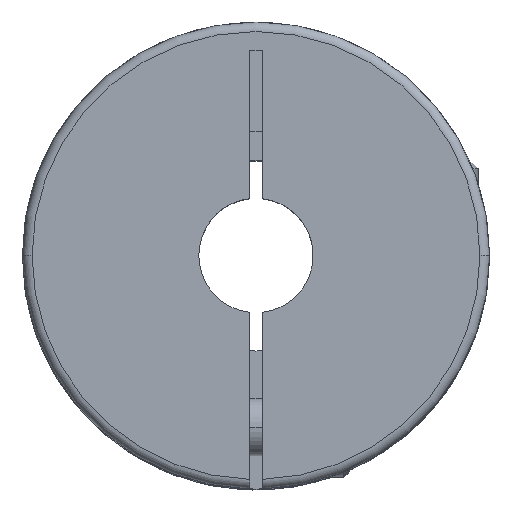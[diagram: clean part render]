
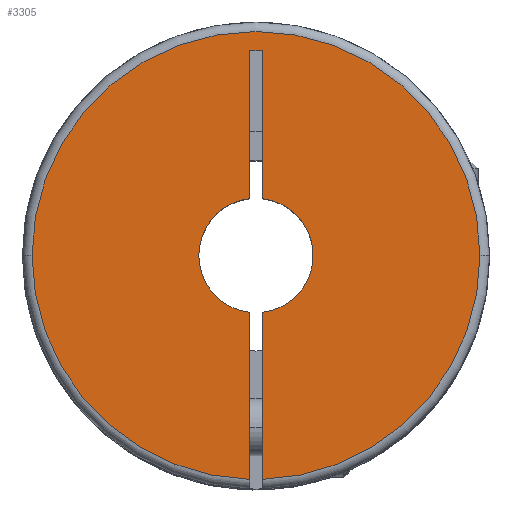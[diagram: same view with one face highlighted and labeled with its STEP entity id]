
A CAD part, top view. The second image highlights one B-rep face of the part: STEP entity #3305.
In plain terms, the highlighted planar face has unit normal (0, 0, 1).
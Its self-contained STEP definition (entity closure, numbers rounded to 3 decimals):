
#23 = DIRECTION ( 'NONE',  ( -1., 0., 0. ) ) ;
#54 = AXIS2_PLACEMENT_3D ( 'NONE', #2202, #709, #1307 ) ;
#63 = FACE_OUTER_BOUND ( 'NONE', #1385, .T. ) ;
#104 = VECTOR ( 'NONE', #1853, 1000. ) ;
#167 = CARTESIAN_POINT ( 'NONE',  ( 0.65, 21.5, 0. ) ) ;
#206 = CARTESIAN_POINT ( 'NONE',  ( 23.5, 0., 0. ) ) ;
#208 = ORIENTED_EDGE ( 'NONE', *, *, #343, .T. ) ;
#262 = EDGE_CURVE ( 'NONE', #2783, #2814, #2295, .T. ) ;
#285 = EDGE_CURVE ( 'NONE', #1197, #1160, #2232, .T. ) ;
#305 = CARTESIAN_POINT ( 'NONE',  ( -0.65, 21.5, 0. ) ) ;
#326 = DIRECTION ( 'NONE',  ( 0., 0., -1. ) ) ;
#343 = EDGE_CURVE ( 'NONE', #739, #2783, #1520, .T. ) ;
#392 = PLANE ( 'NONE',  #430 ) ;
#407 = ORIENTED_EDGE ( 'NONE', *, *, #976, .F. ) ;
#430 = AXIS2_PLACEMENT_3D ( 'NONE', #715, #2508, #3132 ) ;
#490 = ORIENTED_EDGE ( 'NONE', *, *, #3253, .F. ) ;
#536 = EDGE_CURVE ( 'NONE', #2467, #2225, #2676, .T. ) ;
#561 = CARTESIAN_POINT ( 'NONE',  ( 0., 0., 0. ) ) ;
#624 = ORIENTED_EDGE ( 'NONE', *, *, #3966, .F. ) ;
#687 = CARTESIAN_POINT ( 'NONE',  ( -0.65, 21.5, 0. ) ) ;
#709 = DIRECTION ( 'NONE',  ( 0., 0., -1. ) ) ;
#715 = CARTESIAN_POINT ( 'NONE',  ( 0., 0., 0. ) ) ;
#739 = VERTEX_POINT ( 'NONE', #1798 ) ;
#851 = DIRECTION ( 'NONE',  ( 0., 0., -1. ) ) ;
#873 = EDGE_CURVE ( 'NONE', #3502, #1197, #3576, .T. ) ;
#932 = CARTESIAN_POINT ( 'NONE',  ( -23.5, 0., 0. ) ) ;
#976 = EDGE_CURVE ( 'NONE', #1711, #2814, #2792, .T. ) ;
#1022 = CIRCLE ( 'NONE', #2548, 23.5 ) ;
#1028 = VECTOR ( 'NONE', #2746, 1000. ) ;
#1034 = DIRECTION ( 'NONE',  ( 0., 1., 0. ) ) ;
#1092 = DIRECTION ( 'NONE',  ( -1., 0., 0. ) ) ;
#1146 = CARTESIAN_POINT ( 'NONE',  ( 0., 0., 0. ) ) ;
#1160 = VERTEX_POINT ( 'NONE', #206 ) ;
#1183 = VECTOR ( 'NONE', #1212, 1000. ) ;
#1197 = VERTEX_POINT ( 'NONE', #932 ) ;
#1212 = DIRECTION ( 'NONE',  ( 0., -1., 0. ) ) ;
#1272 = ORIENTED_EDGE ( 'NONE', *, *, #1673, .F. ) ;
#1307 = DIRECTION ( 'NONE',  ( -1., 0., 0. ) ) ;
#1385 = EDGE_LOOP ( 'NONE', ( #2671, #2513, #208, #2767, #407, #624, #490, #2125, #1272, #3482, #2584 ) ) ;
#1432 = DIRECTION ( 'NONE',  ( 0., 0., -1. ) ) ;
#1520 = CIRCLE ( 'NONE', #3836, 6. ) ;
#1598 = AXIS2_PLACEMENT_3D ( 'NONE', #2357, #2609, #3837 ) ;
#1600 = AXIS2_PLACEMENT_3D ( 'NONE', #2494, #326, #2817 ) ;
#1673 = EDGE_CURVE ( 'NONE', #3445, #2225, #2139, .T. ) ;
#1711 = VERTEX_POINT ( 'NONE', #687 ) ;
#1751 = CARTESIAN_POINT ( 'NONE',  ( 0.65, -5.965, 0. ) ) ;
#1791 = CARTESIAN_POINT ( 'NONE',  ( 0.65, -24.5, 0. ) ) ;
#1798 = CARTESIAN_POINT ( 'NONE',  ( -0.65, -5.965, 0. ) ) ;
#1853 = DIRECTION ( 'NONE',  ( 0., 1., 0. ) ) ;
#1986 = DIRECTION ( 'NONE',  ( 0., 0., -1. ) ) ;
#2040 = DIRECTION ( 'NONE',  ( -1., 0., 0. ) ) ;
#2125 = ORIENTED_EDGE ( 'NONE', *, *, #536, .T. ) ;
#2136 = CARTESIAN_POINT ( 'NONE',  ( -0.65, -23.491, 0. ) ) ;
#2139 = LINE ( 'NONE', #1791, #104 ) ;
#2202 = CARTESIAN_POINT ( 'NONE',  ( 0., 0., 0. ) ) ;
#2225 = VERTEX_POINT ( 'NONE', #1751 ) ;
#2232 = CIRCLE ( 'NONE', #1598, 23.5 ) ;
#2295 = CIRCLE ( 'NONE', #2804, 6. ) ;
#2357 = CARTESIAN_POINT ( 'NONE',  ( 0., 0., 0. ) ) ;
#2385 = LINE ( 'NONE', #3029, #1183 ) ;
#2467 = VERTEX_POINT ( 'NONE', #3935 ) ;
#2494 = CARTESIAN_POINT ( 'NONE',  ( 0., 0., 0. ) ) ;
#2508 = DIRECTION ( 'NONE',  ( 0., 0., -1. ) ) ;
#2513 = ORIENTED_EDGE ( 'NONE', *, *, #3924, .F. ) ;
#2518 = EDGE_CURVE ( 'NONE', #1160, #3445, #1022, .T. ) ;
#2548 = AXIS2_PLACEMENT_3D ( 'NONE', #3237, #1986, #3536 ) ;
#2584 = ORIENTED_EDGE ( 'NONE', *, *, #285, .F. ) ;
#2603 = VECTOR ( 'NONE', #1034, 1000. ) ;
#2609 = DIRECTION ( 'NONE',  ( 0., 0., -1. ) ) ;
#2671 = ORIENTED_EDGE ( 'NONE', *, *, #873, .F. ) ;
#2676 = CIRCLE ( 'NONE', #54, 6. ) ;
#2746 = DIRECTION ( 'NONE',  ( 0., -1., 0. ) ) ;
#2767 = ORIENTED_EDGE ( 'NONE', *, *, #262, .T. ) ;
#2783 = VERTEX_POINT ( 'NONE', #3388 ) ;
#2792 = LINE ( 'NONE', #305, #1028 ) ;
#2804 = AXIS2_PLACEMENT_3D ( 'NONE', #1146, #1432, #1092 ) ;
#2809 = LINE ( 'NONE', #3757, #2603 ) ;
#2814 = VERTEX_POINT ( 'NONE', #3365 ) ;
#2817 = DIRECTION ( 'NONE',  ( -1., 0., 0. ) ) ;
#2908 = CARTESIAN_POINT ( 'NONE',  ( 0.65, 21.5, 0. ) ) ;
#2968 = VECTOR ( 'NONE', #23, 1000. ) ;
#3029 = CARTESIAN_POINT ( 'NONE',  ( -0.65, 21.5, 0. ) ) ;
#3095 = LINE ( 'NONE', #2908, #2968 ) ;
#3132 = DIRECTION ( 'NONE',  ( 0., -1., 0. ) ) ;
#3237 = CARTESIAN_POINT ( 'NONE',  ( 0., 0., 0. ) ) ;
#3253 = EDGE_CURVE ( 'NONE', #2467, #3968, #2809, .T. ) ;
#3305 = ADVANCED_FACE ( 'NONE', ( #63 ), #392, .F. ) ;
#3365 = CARTESIAN_POINT ( 'NONE',  ( -0.65, 5.965, 0. ) ) ;
#3388 = CARTESIAN_POINT ( 'NONE',  ( -6., 0., 0. ) ) ;
#3445 = VERTEX_POINT ( 'NONE', #3566 ) ;
#3482 = ORIENTED_EDGE ( 'NONE', *, *, #2518, .F. ) ;
#3502 = VERTEX_POINT ( 'NONE', #2136 ) ;
#3536 = DIRECTION ( 'NONE',  ( -1., 0., 0. ) ) ;
#3566 = CARTESIAN_POINT ( 'NONE',  ( 0.65, -23.491, 0. ) ) ;
#3576 = CIRCLE ( 'NONE', #1600, 23.5 ) ;
#3757 = CARTESIAN_POINT ( 'NONE',  ( 0.65, -24.5, 0. ) ) ;
#3836 = AXIS2_PLACEMENT_3D ( 'NONE', #561, #851, #2040 ) ;
#3837 = DIRECTION ( 'NONE',  ( -1., 0., 0. ) ) ;
#3924 = EDGE_CURVE ( 'NONE', #739, #3502, #2385, .T. ) ;
#3935 = CARTESIAN_POINT ( 'NONE',  ( 0.65, 5.965, 0. ) ) ;
#3966 = EDGE_CURVE ( 'NONE', #3968, #1711, #3095, .T. ) ;
#3968 = VERTEX_POINT ( 'NONE', #167 ) ;
